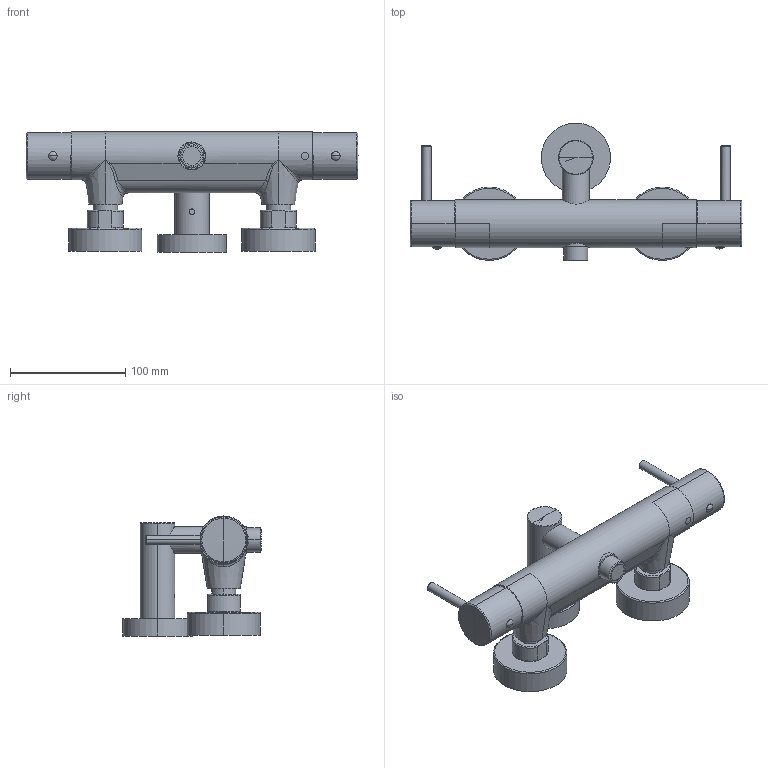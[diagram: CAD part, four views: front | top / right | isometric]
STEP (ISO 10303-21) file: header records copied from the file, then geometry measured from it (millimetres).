
FILE_DESCRIPTION((''),'2;1');
FILE_NAME('LIQ169CR88C-DM-ADA','2022-08-01T14:42:17',('stefano.gianpani'),('PAFFONI SpA'),'CREO PARAMETRIC BY PTC INC, 2021404','CREO PARAMETRIC BY PTC INC, 2021404','');
FILE_SCHEMA(('CONFIG_CONTROL_DESIGN','SHAPE_APPEARANCE_LAYERS_GROUPS'));
Length unit declared in the file: millimetre
Products named in the file (1): LIQ169CR88C-DM-ADA
Bounding box: 287.7 x 119.6 x 104.06 mm (x, y, z)
Volume: 440640.1 mm3; surface area: 159694.7 mm2
Topology: 2 solids, 2 shells, 985 faces, 2291 edges, 1346 vertices
Faces by surface type: cylinder 317, plane 313, bspline 143, cone 96, torus 70, sphere 46
Entity records: 50516 total; most frequent: CARTESIAN_POINT 22355, ORIENTED_EDGE 4554, DIRECTION 4260, EDGE_CURVE 2277, AXIS2_PLACEMENT_3D 1712, VERTEX_POINT 1346, EDGE_LOOP 1065, FACE_OUTER_BOUND 985
